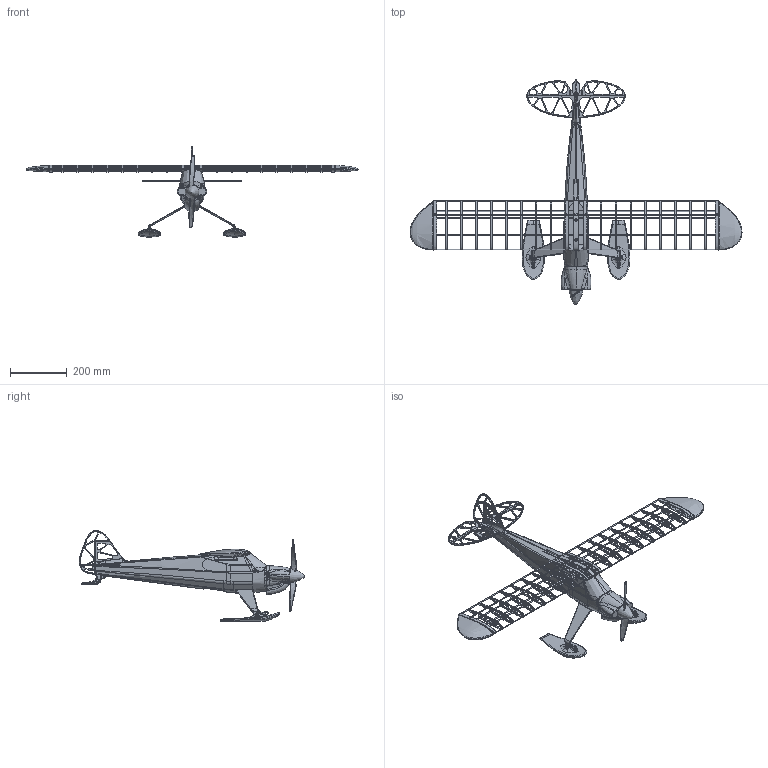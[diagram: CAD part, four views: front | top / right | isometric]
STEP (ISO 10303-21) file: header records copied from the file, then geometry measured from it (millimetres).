
FILE_DESCRIPTION(('FreeCAD Model'),'2;1');
FILE_NAME('Open CASCADE Shape Model','2025-04-26T23:45:44',('FreeCAD'),( 'FreeCAD'),'Open CASCADE STEP processor 7.6','FreeCAD','Unknown');
FILE_SCHEMA(('AUTOMOTIVE_DESIGN { 1 0 10303 214 1 1 1 1 }'));
Products named in the file (1): Open CASCADE STEP translator 7.6 1
Bounding box: 1167.69 x 791.72 x 320.61 mm (x, y, z)
Volume: 5693520.2 mm3; surface area: 818961.8 mm2
Topology: 52 solids, 52 shells, 3618 faces, 10031 edges, 6491 vertices
Faces by surface type: cylinder 1619, plane 957, bspline 640, extrusion 342, torus 38, sphere 17, offset 4, revolution 1
Full cylindrical faces by diameter (mm): 1.5 x7, 2 x14, 2.5 x4, 2.7 x4, 3 x16, 3.2 x42, 3.3 x4, 5.5 x1, 6 x2, 7 x4, 9 x1, 10 x4, 11 x1, 12 x1, 15 x1, 29 x1
Entity records: 360763 total; most frequent: CARTESIAN_POINT 271121, ORIENTED_EDGE 19966, DIRECTION 16909, EDGE_CURVE 9983, VERTEX_POINT 6491, AXIS2_PLACEMENT_3D 6273, VECTOR 4362, FACE_BOUND 4256
